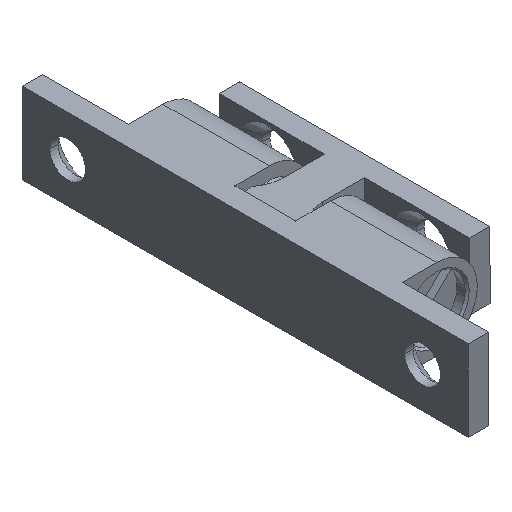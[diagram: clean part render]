
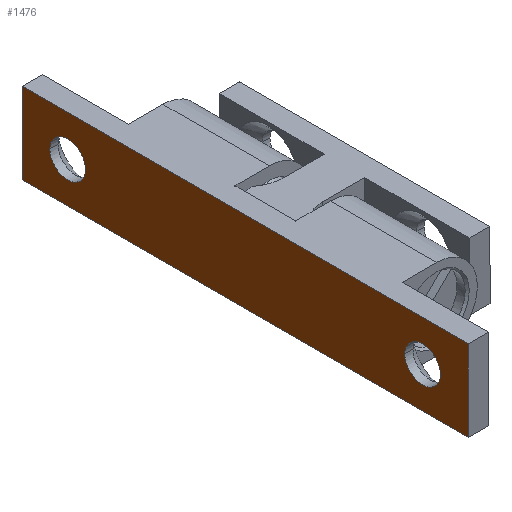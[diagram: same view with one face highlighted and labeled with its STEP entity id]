
A CAD part, isometric view. The second image highlights one B-rep face of the part: STEP entity #1476.
In plain terms, the highlighted planar face has unit normal (-1, 0, 0).
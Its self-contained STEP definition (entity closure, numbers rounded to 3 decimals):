
#23 = VERTEX_POINT ( 'NONE', #385 ) ;
#31 = DIRECTION ( 'NONE',  ( 0., -1., 0. ) ) ;
#150 = ORIENTED_EDGE ( 'NONE', *, *, #1167, .T. ) ;
#217 = ORIENTED_EDGE ( 'NONE', *, *, #1174, .F. ) ;
#273 = LINE ( 'NONE', #1537, #2253 ) ;
#385 = CARTESIAN_POINT ( 'NONE',  ( 0., 22., -4. ) ) ;
#420 = AXIS2_PLACEMENT_3D ( 'NONE', #2114, #960, #2284 ) ;
#424 = CARTESIAN_POINT ( 'NONE',  ( 0., -17.5, 0. ) ) ;
#437 = DIRECTION ( 'NONE',  ( 0., 0., -1. ) ) ;
#467 = AXIS2_PLACEMENT_3D ( 'NONE', #2044, #1526, #860 ) ;
#498 = DIRECTION ( 'NONE',  ( 1., 0., 0. ) ) ;
#516 = CARTESIAN_POINT ( 'NONE',  ( 0., -19.25, 0. ) ) ;
#566 = VERTEX_POINT ( 'NONE', #2177 ) ;
#576 = AXIS2_PLACEMENT_3D ( 'NONE', #1761, #498, #1927 ) ;
#642 = DIRECTION ( 'NONE',  ( 0., -1., 0. ) ) ;
#652 = DIRECTION ( 'NONE',  ( 1., 0., 0. ) ) ;
#699 = VERTEX_POINT ( 'NONE', #1919 ) ;
#708 = ORIENTED_EDGE ( 'NONE', *, *, #993, .T. ) ;
#775 = LINE ( 'NONE', #1715, #1753 ) ;
#781 = ORIENTED_EDGE ( 'NONE', *, *, #1186, .F. ) ;
#843 = CARTESIAN_POINT ( 'NONE',  ( 0., 22., 4. ) ) ;
#860 = DIRECTION ( 'NONE',  ( 0., 0., -1. ) ) ;
#914 = CARTESIAN_POINT ( 'NONE',  ( 0., -15.75, 0. ) ) ;
#960 = DIRECTION ( 'NONE',  ( 1., 0., 0. ) ) ;
#972 = VECTOR ( 'NONE', #2192, 1000. ) ;
#974 = EDGE_CURVE ( 'NONE', #1289, #2223, #1313, .T. ) ;
#984 = VERTEX_POINT ( 'NONE', #2403 ) ;
#993 = EDGE_CURVE ( 'NONE', #566, #984, #1651, .T. ) ;
#1138 = EDGE_CURVE ( 'NONE', #699, #23, #1563, .T. ) ;
#1157 = EDGE_CURVE ( 'NONE', #2223, #1289, #1912, .T. ) ;
#1167 = EDGE_CURVE ( 'NONE', #984, #566, #1854, .T. ) ;
#1169 = EDGE_CURVE ( 'NONE', #23, #2064, #273, .T. ) ;
#1174 = EDGE_CURVE ( 'NONE', #1960, #2064, #1369, .T. ) ;
#1186 = EDGE_CURVE ( 'NONE', #699, #1960, #775, .T. ) ;
#1235 = ORIENTED_EDGE ( 'NONE', *, *, #1157, .T. ) ;
#1289 = VERTEX_POINT ( 'NONE', #516 ) ;
#1293 = VECTOR ( 'NONE', #437, 1000. ) ;
#1311 = AXIS2_PLACEMENT_3D ( 'NONE', #424, #1871, #642 ) ;
#1313 = CIRCLE ( 'NONE', #576, 1.75 ) ;
#1325 = DIRECTION ( 'NONE',  ( 0., -1., 0. ) ) ;
#1348 = AXIS2_PLACEMENT_3D ( 'NONE', #1877, #652, #2052 ) ;
#1357 = CARTESIAN_POINT ( 'NONE',  ( 0., -22., -4. ) ) ;
#1369 = LINE ( 'NONE', #1708, #1293 ) ;
#1379 = ORIENTED_EDGE ( 'NONE', *, *, #1138, .T. ) ;
#1470 = FACE_BOUND ( 'NONE', #1591, .T. ) ;
#1476 = ADVANCED_FACE ( 'NONE', ( #1470, #1879, #2318 ), #1873, .F. ) ;
#1526 = DIRECTION ( 'NONE',  ( 1., 0., 0. ) ) ;
#1537 = CARTESIAN_POINT ( 'NONE',  ( 0., -22., -4. ) ) ;
#1559 = CARTESIAN_POINT ( 'NONE',  ( 0., -22., 4. ) ) ;
#1563 = LINE ( 'NONE', #843, #972 ) ;
#1591 = EDGE_LOOP ( 'NONE', ( #1235, #2204 ) ) ;
#1651 = CIRCLE ( 'NONE', #420, 1.75 ) ;
#1708 = CARTESIAN_POINT ( 'NONE',  ( 0., -22., 4. ) ) ;
#1715 = CARTESIAN_POINT ( 'NONE',  ( 0., -22., 4. ) ) ;
#1753 = VECTOR ( 'NONE', #1325, 1000. ) ;
#1761 = CARTESIAN_POINT ( 'NONE',  ( 0., -17.5, 0. ) ) ;
#1781 = EDGE_LOOP ( 'NONE', ( #1812, #217, #781, #1379 ) ) ;
#1812 = ORIENTED_EDGE ( 'NONE', *, *, #1169, .T. ) ;
#1854 = CIRCLE ( 'NONE', #1348, 1.75 ) ;
#1871 = DIRECTION ( 'NONE',  ( 1., 0., 0. ) ) ;
#1873 = PLANE ( 'NONE',  #467 ) ;
#1877 = CARTESIAN_POINT ( 'NONE',  ( 0., 17.5, 0. ) ) ;
#1879 = FACE_BOUND ( 'NONE', #1943, .T. ) ;
#1912 = CIRCLE ( 'NONE', #1311, 1.75 ) ;
#1919 = CARTESIAN_POINT ( 'NONE',  ( 0., 22., 4. ) ) ;
#1927 = DIRECTION ( 'NONE',  ( 0., -1., 0. ) ) ;
#1943 = EDGE_LOOP ( 'NONE', ( #150, #708 ) ) ;
#1960 = VERTEX_POINT ( 'NONE', #1559 ) ;
#2044 = CARTESIAN_POINT ( 'NONE',  ( 0., -22., 4. ) ) ;
#2052 = DIRECTION ( 'NONE',  ( 0., 1., 0. ) ) ;
#2064 = VERTEX_POINT ( 'NONE', #1357 ) ;
#2114 = CARTESIAN_POINT ( 'NONE',  ( 0., 17.5, 0. ) ) ;
#2177 = CARTESIAN_POINT ( 'NONE',  ( 0., 15.75, 0. ) ) ;
#2192 = DIRECTION ( 'NONE',  ( 0., 0., -1. ) ) ;
#2204 = ORIENTED_EDGE ( 'NONE', *, *, #974, .T. ) ;
#2223 = VERTEX_POINT ( 'NONE', #914 ) ;
#2253 = VECTOR ( 'NONE', #31, 1000. ) ;
#2284 = DIRECTION ( 'NONE',  ( 0., 1., 0. ) ) ;
#2318 = FACE_OUTER_BOUND ( 'NONE', #1781, .T. ) ;
#2403 = CARTESIAN_POINT ( 'NONE',  ( 0., 19.25, 0. ) ) ;
